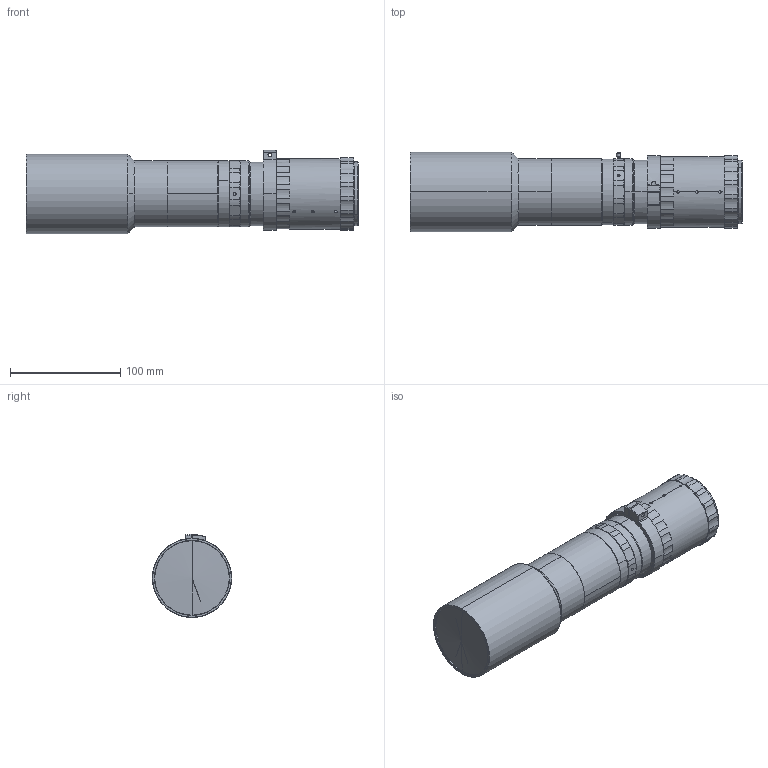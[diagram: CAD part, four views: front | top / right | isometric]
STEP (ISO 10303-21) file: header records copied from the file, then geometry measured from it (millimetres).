
FILE_DESCRIPTION (( 'STEP AP203' ), '1' );
FILE_NAME ('DTCA35F-44-G-M58-AL.STEP', '2023-03-02T14:05:34', ( '' ), ( '' ), 'SwSTEP 2.0', 'SolidWorks 2017', '' );
FILE_SCHEMA (( 'CONFIG_CONTROL_DESIGN' ));
Length unit declared in the file: millimetre
Products named in the file (1): DTCA35F-44-G-M58-AL
Bounding box: 301.3 x 72 x 75.49 mm (x, y, z)
Volume: 940108.1 mm3; surface area: 80834.1 mm2
Topology: 1 solids, 2 shells, 445 faces, 1222 edges, 769 vertices
Faces by surface type: cone 175, cylinder 173, plane 83, bspline 14
Entity records: 15575 total; most frequent: CARTESIAN_POINT 4318, ORIENTED_EDGE 2436, DIRECTION 2348, EDGE_CURVE 1218, AXIS2_PLACEMENT_3D 980, VERTEX_POINT 769, CIRCLE 548, EDGE_LOOP 477
